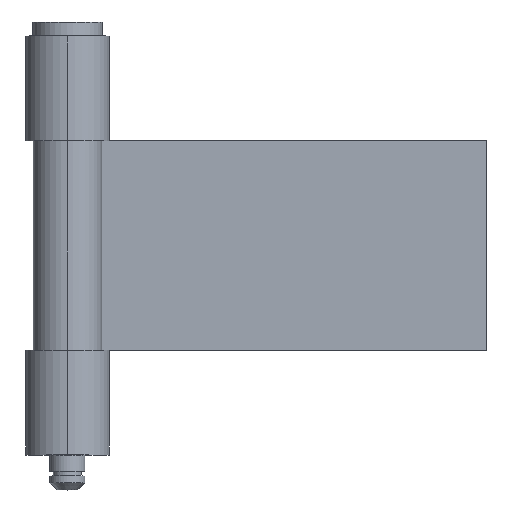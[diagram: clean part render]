
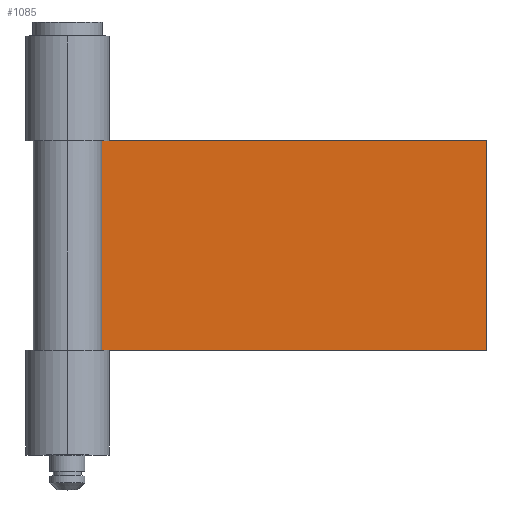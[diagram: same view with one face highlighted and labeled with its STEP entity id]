
A CAD part, top view. The second image highlights one B-rep face of the part: STEP entity #1085.
In plain terms, the highlighted planar face has unit normal (0, 0, 1).
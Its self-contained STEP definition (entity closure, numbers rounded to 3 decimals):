
#22 = FACE_OUTER_BOUND ( 'NONE', #1014, .T. ) ;
#62 = DIRECTION ( 'NONE',  ( -1., 0., 0. ) ) ;
#91 = DIRECTION ( 'NONE',  ( 0., 0., -1. ) ) ;
#92 = CARTESIAN_POINT ( 'NONE',  ( 4.9, 30., 0. ) ) ;
#93 = AXIS2_PLACEMENT_3D ( 'NONE', #92, #91, #62 ) ;
#94 = PLANE ( 'NONE',  #93 ) ;
#697 = DIRECTION ( 'NONE',  ( 0., -1., 0. ) ) ;
#698 = VECTOR ( 'NONE', #697, 1000. ) ;
#699 = CARTESIAN_POINT ( 'NONE',  ( 60., 30., 0. ) ) ;
#700 = LINE ( 'NONE', #699, #698 ) ;
#714 = LINE ( 'NONE', #854, #853 ) ;
#716 = CARTESIAN_POINT ( 'NONE',  ( 60., 0., 0. ) ) ;
#815 = DIRECTION ( 'NONE',  ( 1., 0., 0. ) ) ;
#816 = VECTOR ( 'NONE', #815, 1000. ) ;
#817 = CARTESIAN_POINT ( 'NONE',  ( 4.9, 30., 0. ) ) ;
#818 = LINE ( 'NONE', #817, #816 ) ;
#851 = CARTESIAN_POINT ( 'NONE',  ( 60., 30., 0. ) ) ;
#852 = DIRECTION ( 'NONE',  ( 1., 0., 0. ) ) ;
#853 = VECTOR ( 'NONE', #852, 1000. ) ;
#854 = CARTESIAN_POINT ( 'NONE',  ( 4.9, 0., 0. ) ) ;
#905 = VERTEX_POINT ( 'NONE', #1173 ) ;
#937 = VERTEX_POINT ( 'NONE', #1248 ) ;
#939 = EDGE_CURVE ( 'NONE', #905, #937, #1283, .T. ) ;
#1008 = VERTEX_POINT ( 'NONE', #716 ) ;
#1014 = EDGE_LOOP ( 'NONE', ( #1029, #1030, #1022, #1083 ) ) ;
#1015 = EDGE_CURVE ( 'NONE', #937, #1008, #714, .T. ) ;
#1017 = VERTEX_POINT ( 'NONE', #851 ) ;
#1022 = ORIENTED_EDGE ( 'NONE', *, *, #1050, .F. ) ;
#1029 = ORIENTED_EDGE ( 'NONE', *, *, #1015, .T. ) ;
#1030 = ORIENTED_EDGE ( 'NONE', *, *, #1031, .F. ) ;
#1031 = EDGE_CURVE ( 'NONE', #1017, #1008, #700, .T. ) ;
#1050 = EDGE_CURVE ( 'NONE', #905, #1017, #818, .T. ) ;
#1083 = ORIENTED_EDGE ( 'NONE', *, *, #939, .T. ) ;
#1085 = ADVANCED_FACE ( 'NONE', ( #22 ), #94, .F. ) ;
#1173 = CARTESIAN_POINT ( 'NONE',  ( 4.9, 30., 0. ) ) ;
#1248 = CARTESIAN_POINT ( 'NONE',  ( 4.9, 0., 0. ) ) ;
#1280 = DIRECTION ( 'NONE',  ( 0., -1., 0. ) ) ;
#1281 = VECTOR ( 'NONE', #1280, 1000. ) ;
#1282 = CARTESIAN_POINT ( 'NONE',  ( 4.9, 30., 0. ) ) ;
#1283 = LINE ( 'NONE', #1282, #1281 ) ;
